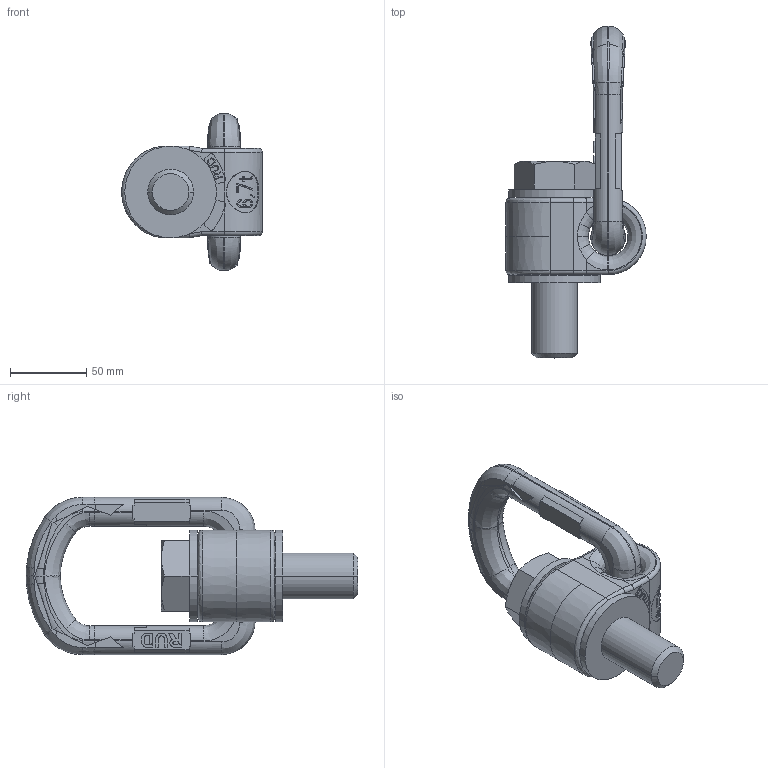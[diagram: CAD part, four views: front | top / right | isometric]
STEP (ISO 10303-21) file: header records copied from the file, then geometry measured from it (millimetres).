
FILE_DESCRIPTION((''),'2;1');
FILE_NAME('001-M35416-P-1_ASM','2016-09-27T',('Anja.Joas'),(''),'PRO/ENGINEER BY PARAMETRIC TECHNOLOGY CORPORATION, 2011490','PRO/ENGINEER BY PARAMETRIC TECHNOLOGY CORPORATION, 2011490','');
FILE_SCHEMA(('CONFIG_CONTROL_DESIGN'));
Length unit declared in the file: millimetre
Products named in the file (4): 001-M35416-P-2; 001-M35416-P-3; 001-M31123-P-1; 001-M35416-P-1_ASM
Assembly tree (3 placements, depth 2):
  001-M35416-P-1_ASM
    001-M35416-P-2
    001-M35416-P-3
    001-M31123-P-1
Bounding box: 92 x 217.35 x 103 mm (x, y, z)
Volume: 420375.3 mm3; surface area: 79663.6 mm2
Topology: 3 solids, 3 shells, 1078 faces, 2988 edges, 1955 vertices
Faces by surface type: plane 732, bspline 250, cylinder 79, cone 14, torus 2, extrusion 1
Entity records: 44310 total; most frequent: CARTESIAN_POINT 18519, ORIENTED_EDGE 5972, DIRECTION 4254, EDGE_CURVE 2986, VECTOR 2156, LINE 2155, VERTEX_POINT 1955, EDGE_LOOP 1127
